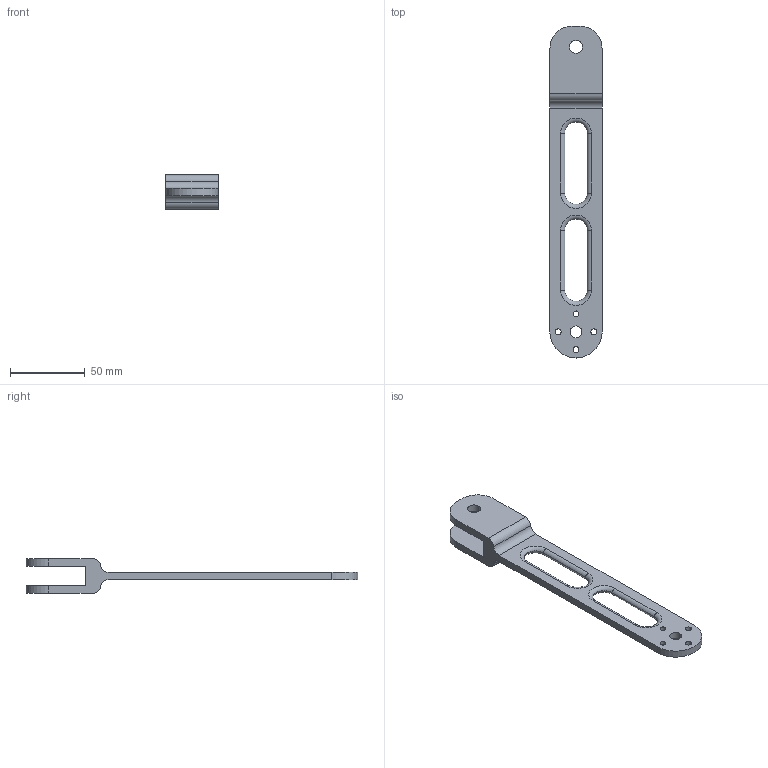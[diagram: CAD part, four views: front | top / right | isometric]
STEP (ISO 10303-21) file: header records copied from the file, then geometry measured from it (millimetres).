
FILE_DESCRIPTION (( 'STEP AP203' ), '1' );
FILE_NAME ('joint 2 magic ver 2_Default_sldprt.STEP', '2023-02-25T14:01:20', ( '' ), ( '' ), 'SwSTEP 2.0', 'SolidWorks 2022', '' );
FILE_SCHEMA (( 'CONFIG_CONTROL_DESIGN' ));
Length unit declared in the file: millimetre
Products named in the file (1): joint 2 magic ver 2_Default_sldprt
Bounding box: 35 x 222.5 x 23 mm (x, y, z)
Volume: 40856.8 mm3; surface area: 19594.2 mm2
Topology: 1 solids, 1 shells, 50 faces, 136 edges, 88 vertices
Faces by surface type: cylinder 31, plane 11, torus 8
Entity records: 1723 total; most frequent: DIRECTION 312, CARTESIAN_POINT 275, ORIENTED_EDGE 272, EDGE_CURVE 136, AXIS2_PLACEMENT_3D 125, VERTEX_POINT 88, CIRCLE 74, EDGE_LOOP 68
